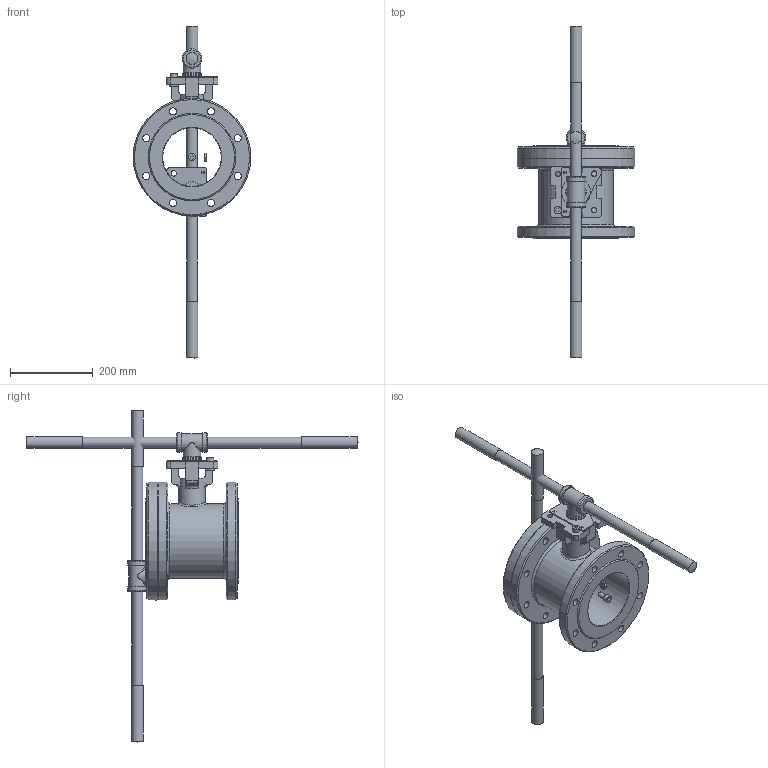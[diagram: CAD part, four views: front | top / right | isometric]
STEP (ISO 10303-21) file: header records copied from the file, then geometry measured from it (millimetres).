
FILE_DESCRIPTION( ( 'Unknown' ), '1' );
FILE_NAME( '8.440.150.stp', 'Unknown', ( 'Unknown' ), ( 'Unknown' ), 'PSStep 13.0', 'Unknown', ' ' );
FILE_SCHEMA( ( 'AUTOMOTIVE_DESIGN { 1 0 10303 214 1 1 1 1 }' ) );
Length unit declared in the file: millimetre
Products named in the file (6): Assem1; 8.440.150 ; Hebel_DN125-DN150; DIN912_M12x22; DIN934-M12.1
Bounding box: 285 x 804.38 x 804.38 mm (x, y, z)
Volume: 11932884.1 mm3; surface area: 1290024.6 mm2
Topology: 10 solids, 12 shells, 514 faces, 1344 edges, 880 vertices
Faces by surface type: plane 236, cylinder 130, extrusion 40, torus 36, cone 34, bspline 34, sphere 4
Full cylindrical faces by diameter (mm): 10.2 x4, 12 x2, 13 x10, 17.294 x32, 18 x2, 21.6 x2, 26.6 x4, 28.6 x4, 33 x2, 42.4 x2, 43.2 x2, 47.4 x4, 48.2 x2, 50 x2, 65 x2, 70 x2, 142 x2, 180 x2, 284 x2, 285 x6
Entity records: 17369 total; most frequent: CARTESIAN_POINT 9547, ORIENTED_EDGE 1104, DIRECTION 1074, EDGE_CURVE 552, AXIS2_PLACEMENT_3D 408, EDGE_LOOP 405, VERTEX_POINT 399, FACE_OUTER_BOUND 315
